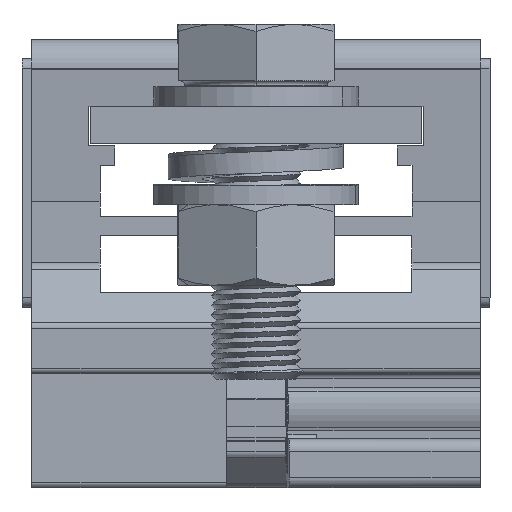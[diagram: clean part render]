
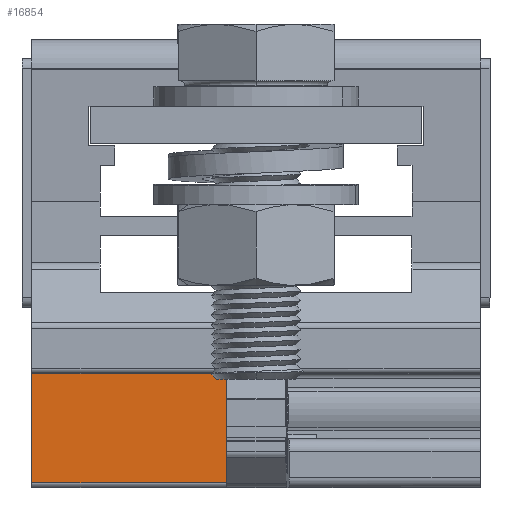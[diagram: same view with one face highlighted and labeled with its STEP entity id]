
A CAD part, left-side view. The second image highlights one B-rep face of the part: STEP entity #16854.
In plain terms, the highlighted planar face has unit normal (-1, 0, 0).
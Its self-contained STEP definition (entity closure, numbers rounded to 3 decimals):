
#406 = PLANE ( 'NONE',  #36017 ) ;
#475 = EDGE_CURVE ( 'NONE', #43914, #28847, #2137, .T. ) ;
#1912 = CARTESIAN_POINT ( 'NONE',  ( -39.95, 27., 5.4 ) ) ;
#2137 = LINE ( 'NONE', #44861, #56535 ) ;
#2249 = LINE ( 'NONE', #1912, #66595 ) ;
#3656 = CARTESIAN_POINT ( 'NONE',  ( -39.95, 47., -5.8 ) ) ;
#6560 = VECTOR ( 'NONE', #10749, 1000. ) ;
#9441 = VECTOR ( 'NONE', #60882, 1000. ) ;
#10120 = DIRECTION ( 'NONE',  ( 0., 0., 1. ) ) ;
#10749 = DIRECTION ( 'NONE',  ( 0., 0., -1. ) ) ;
#15186 = ORIENTED_EDGE ( 'NONE', *, *, #61324, .T. ) ;
#16854 = ADVANCED_FACE ( 'NONE', ( #26807 ), #406, .F. ) ;
#18095 = ORIENTED_EDGE ( 'NONE', *, *, #39615, .F. ) ;
#18493 = DIRECTION ( 'NONE',  ( 0., 0., -1. ) ) ;
#20761 = LINE ( 'NONE', #61553, #9441 ) ;
#21260 = DIRECTION ( 'NONE',  ( 1., 0., 0. ) ) ;
#21956 = CARTESIAN_POINT ( 'NONE',  ( -39.95, 27., 5.4 ) ) ;
#22115 = CARTESIAN_POINT ( 'NONE',  ( -39.95, 27., -5.8 ) ) ;
#26807 = FACE_OUTER_BOUND ( 'NONE', #63286, .T. ) ;
#28847 = VERTEX_POINT ( 'NONE', #3656 ) ;
#29735 = DIRECTION ( 'NONE',  ( 0., 1., 0. ) ) ;
#36017 = AXIS2_PLACEMENT_3D ( 'NONE', #21956, #21260, #10120 ) ;
#37003 = EDGE_CURVE ( 'NONE', #67928, #28847, #20761, .T. ) ;
#39615 = EDGE_CURVE ( 'NONE', #51265, #67928, #53872, .T. ) ;
#43787 = ORIENTED_EDGE ( 'NONE', *, *, #37003, .F. ) ;
#43914 = VERTEX_POINT ( 'NONE', #51372 ) ;
#44861 = CARTESIAN_POINT ( 'NONE',  ( -39.95, 47., 5.4 ) ) ;
#50568 = CARTESIAN_POINT ( 'NONE',  ( -39.95, 27., 5.4 ) ) ;
#51265 = VERTEX_POINT ( 'NONE', #50568 ) ;
#51372 = CARTESIAN_POINT ( 'NONE',  ( -39.95, 47., 5.4 ) ) ;
#53195 = CARTESIAN_POINT ( 'NONE',  ( -39.95, 27., 5.4 ) ) ;
#53872 = LINE ( 'NONE', #53195, #6560 ) ;
#55773 = ORIENTED_EDGE ( 'NONE', *, *, #475, .T. ) ;
#56535 = VECTOR ( 'NONE', #18493, 1000. ) ;
#60882 = DIRECTION ( 'NONE',  ( 0., 1., 0. ) ) ;
#61324 = EDGE_CURVE ( 'NONE', #51265, #43914, #2249, .T. ) ;
#61553 = CARTESIAN_POINT ( 'NONE',  ( -39.95, 27., -5.8 ) ) ;
#63286 = EDGE_LOOP ( 'NONE', ( #55773, #43787, #18095, #15186 ) ) ;
#66595 = VECTOR ( 'NONE', #29735, 1000. ) ;
#67928 = VERTEX_POINT ( 'NONE', #22115 ) ;
